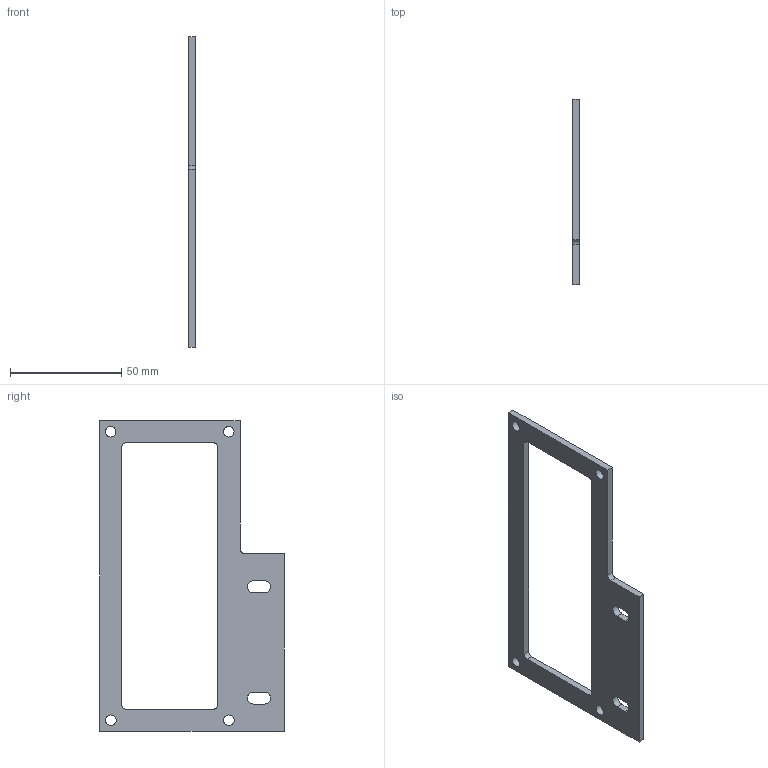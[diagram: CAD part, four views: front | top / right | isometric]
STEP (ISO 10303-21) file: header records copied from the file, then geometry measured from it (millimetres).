
FILE_DESCRIPTION(/* description */ (''),/* implementation_level */ '2;1');
FILE_NAME(/* name */ 'GSE-1201-043-001-A (Adaptator load cell).stp',/* time_stamp */ '2019-11-19T11:05:36+01:00',/* author */ ('louis.petitjean'),/* organization */ ('EXOTRAIL'),/* preprocessor_version */ 'ST-DEVELOPER v18',/* originating_system */ 'Autodesk Inventor 2020',/* authorisation */ '');
FILE_SCHEMA (('AUTOMOTIVE_DESIGN { 1 0 10303 214 3 1 1 }'));
Length unit declared in the file: millimetre
Products named in the file (1): Adaptator Weight sensor
Bounding box: 3 x 83.2 x 139.8 mm (x, y, z)
Volume: 15276.3 mm3; surface area: 12830.1 mm2
Topology: 1 solids, 1 shells, 29 faces, 85 edges, 58 vertices
Faces by surface type: plane 16, cylinder 13
Full cylindrical faces by diameter (mm): 4.8 x4
Entity records: 1050 total; most frequent: DIRECTION 175, CARTESIAN_POINT 173, ORIENTED_EDGE 170, EDGE_CURVE 85, AXIS2_PLACEMENT_3D 60, VERTEX_POINT 58, LINE 55, VECTOR 55
